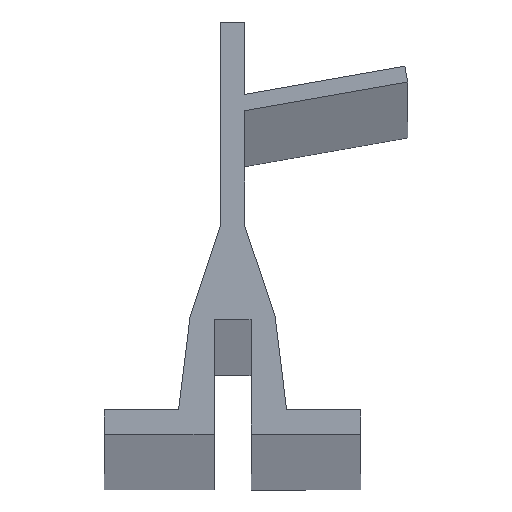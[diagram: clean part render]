
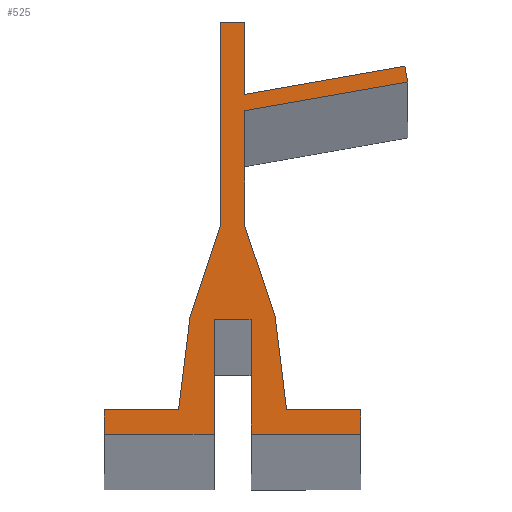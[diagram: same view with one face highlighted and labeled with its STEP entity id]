
A CAD part, top view. The second image highlights one B-rep face of the part: STEP entity #525.
In plain terms, the highlighted planar face has unit normal (0, 0, 1).
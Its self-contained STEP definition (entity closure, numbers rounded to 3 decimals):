
#6 = ORIENTED_EDGE ( 'NONE', *, *, #485, .T. ) ;
#8 = VECTOR ( 'NONE', #128, 1000. ) ;
#12 = LINE ( 'NONE', #136, #8 ) ;
#15 = ORIENTED_EDGE ( 'NONE', *, *, #167, .T. ) ;
#16 = VECTOR ( 'NONE', #258, 1000. ) ;
#18 = LINE ( 'NONE', #634, #91 ) ;
#27 = VECTOR ( 'NONE', #254, 1000. ) ;
#29 = LINE ( 'NONE', #193, #27 ) ;
#43 = VECTOR ( 'NONE', #324, 1000. ) ;
#44 = ORIENTED_EDGE ( 'NONE', *, *, #551, .T. ) ;
#50 = LINE ( 'NONE', #214, #16 ) ;
#55 = LINE ( 'NONE', #660, #477 ) ;
#57 = VERTEX_POINT ( 'NONE', #582 ) ;
#64 = CARTESIAN_POINT ( 'NONE',  ( 1.15, 0., 1000. ) ) ;
#73 = LINE ( 'NONE', #433, #90 ) ;
#75 = VECTOR ( 'NONE', #455, 1000. ) ;
#78 = LINE ( 'NONE', #440, #75 ) ;
#81 = DIRECTION ( 'NONE',  ( -1., 0., 0. ) ) ;
#84 = DIRECTION ( 'NONE',  ( -1., 0., 0. ) ) ;
#86 = CARTESIAN_POINT ( 'NONE',  ( 3.368, 1.5, 1000. ) ) ;
#87 = LINE ( 'NONE', #367, #43 ) ;
#88 = LINE ( 'NONE', #165, #215 ) ;
#90 = VECTOR ( 'NONE', #395, 1000. ) ;
#91 = VECTOR ( 'NONE', #601, 1000. ) ;
#96 = CARTESIAN_POINT ( 'NONE',  ( -0.75, 25.7, 1000. ) ) ;
#99 = VERTEX_POINT ( 'NONE', #532 ) ;
#113 = CARTESIAN_POINT ( 'NONE',  ( 1.15, 7.139, 1000. ) ) ;
#116 = VERTEX_POINT ( 'NONE', #457 ) ;
#118 = EDGE_CURVE ( 'NONE', #491, #465, #73, .T. ) ;
#128 = DIRECTION ( 'NONE',  ( -0.174, 0.985, 0. ) ) ;
#131 = ORIENTED_EDGE ( 'NONE', *, *, #635, .T. ) ;
#136 = CARTESIAN_POINT ( 'NONE',  ( 10.746, 22.943, 1000. ) ) ;
#137 = DIRECTION ( 'NONE',  ( 0., 1., 0. ) ) ;
#140 = ORIENTED_EDGE ( 'NONE', *, *, #541, .T. ) ;
#145 = CARTESIAN_POINT ( 'NONE',  ( 8., 0., 1000. ) ) ;
#150 = VERTEX_POINT ( 'NONE', #378 ) ;
#154 = VERTEX_POINT ( 'NONE', #388 ) ;
#155 = EDGE_CURVE ( 'NONE', #297, #686, #78, .T. ) ;
#161 = DIRECTION ( 'NONE',  ( 1., 0., 0. ) ) ;
#165 = CARTESIAN_POINT ( 'NONE',  ( 8., 0., 1000. ) ) ;
#167 = EDGE_CURVE ( 'NONE', #583, #403, #87, .T. ) ;
#177 = VERTEX_POINT ( 'NONE', #314 ) ;
#188 = DIRECTION ( 'NONE',  ( 0., -1., 0. ) ) ;
#191 = CARTESIAN_POINT ( 'NONE',  ( 1.15, 0., 1000. ) ) ;
#193 = CARTESIAN_POINT ( 'NONE',  ( 0.75, 21.18, 1000. ) ) ;
#194 = EDGE_CURVE ( 'NONE', #116, #398, #29, .T. ) ;
#195 = CARTESIAN_POINT ( 'NONE',  ( -8., 1.5, 1000. ) ) ;
#198 = ORIENTED_EDGE ( 'NONE', *, *, #706, .T. ) ;
#205 = EDGE_CURVE ( 'NONE', #398, #375, #50, .T. ) ;
#206 = ORIENTED_EDGE ( 'NONE', *, *, #205, .T. ) ;
#214 = CARTESIAN_POINT ( 'NONE',  ( 0.75, 21.18, 1000. ) ) ;
#215 = VECTOR ( 'NONE', #161, 1000. ) ;
#223 = ORIENTED_EDGE ( 'NONE', *, *, #499, .T. ) ;
#233 = ORIENTED_EDGE ( 'NONE', *, *, #240, .T. ) ;
#234 = VECTOR ( 'NONE', #653, 1000. ) ;
#240 = EDGE_CURVE ( 'NONE', #403, #116, #12, .T. ) ;
#254 = DIRECTION ( 'NONE',  ( -0.985, -0.174, 0. ) ) ;
#258 = DIRECTION ( 'NONE',  ( 0., 1., 0. ) ) ;
#285 = EDGE_LOOP ( 'NONE', ( #410, #305, #520, #421, #223, #442, #6, #44, #391, #385, #131, #341, #198, #140, #308, #526, #15, #233, #452, #206 ) ) ;
#288 = VERTEX_POINT ( 'NONE', #64 ) ;
#296 = CARTESIAN_POINT ( 'NONE',  ( 0.75, 20.165, 1000. ) ) ;
#297 = VERTEX_POINT ( 'NONE', #722 ) ;
#302 = VERTEX_POINT ( 'NONE', #720 ) ;
#305 = ORIENTED_EDGE ( 'NONE', *, *, #544, .T. ) ;
#308 = ORIENTED_EDGE ( 'NONE', *, *, #118, .T. ) ;
#310 = VERTEX_POINT ( 'NONE', #718 ) ;
#311 = AXIS2_PLACEMENT_3D ( 'NONE', #501, #492, #490 ) ;
#314 = CARTESIAN_POINT ( 'NONE',  ( -0.75, 13.029, 1000. ) ) ;
#324 = DIRECTION ( 'NONE',  ( 0.985, 0.174, 0. ) ) ;
#341 = ORIENTED_EDGE ( 'NONE', *, *, #657, .T. ) ;
#367 = CARTESIAN_POINT ( 'NONE',  ( 0.75, 20.165, 1000. ) ) ;
#373 = VECTOR ( 'NONE', #81, 1000. ) ;
#375 = VERTEX_POINT ( 'NONE', #717 ) ;
#378 = CARTESIAN_POINT ( 'NONE',  ( -0.75, 25.7, 1000. ) ) ;
#384 = DIRECTION ( 'NONE',  ( 0., 1., 0. ) ) ;
#385 = ORIENTED_EDGE ( 'NONE', *, *, #609, .T. ) ;
#387 = CARTESIAN_POINT ( 'NONE',  ( -1.15, 0., 1000. ) ) ;
#388 = CARTESIAN_POINT ( 'NONE',  ( 3.368, 1.5, 1000. ) ) ;
#390 = LINE ( 'NONE', #661, #234 ) ;
#391 = ORIENTED_EDGE ( 'NONE', *, *, #155, .T. ) ;
#395 = DIRECTION ( 'NONE',  ( -0.317, 0.948, 0. ) ) ;
#398 = VERTEX_POINT ( 'NONE', #700 ) ;
#403 = VERTEX_POINT ( 'NONE', #696 ) ;
#409 = DIRECTION ( 'NONE',  ( 0., -1., 0. ) ) ;
#410 = ORIENTED_EDGE ( 'NONE', *, *, #713, .T. ) ;
#414 = CARTESIAN_POINT ( 'NONE',  ( -0.75, 13.029, 1000. ) ) ;
#417 = LINE ( 'NONE', #387, #654 ) ;
#421 = ORIENTED_EDGE ( 'NONE', *, *, #507, .T. ) ;
#426 = CARTESIAN_POINT ( 'NONE',  ( 3.368, 1.5, 1000. ) ) ;
#427 = VECTOR ( 'NONE', #84, 1000. ) ;
#433 = CARTESIAN_POINT ( 'NONE',  ( 2.65, 7.35, 1000. ) ) ;
#434 = CARTESIAN_POINT ( 'NONE',  ( -2.65, 7.35, 1000. ) ) ;
#435 = DIRECTION ( 'NONE',  ( -0.122, 0.993, 0. ) ) ;
#440 = CARTESIAN_POINT ( 'NONE',  ( -1.15, 7.139, 1000. ) ) ;
#442 = ORIENTED_EDGE ( 'NONE', *, *, #478, .T. ) ;
#452 = ORIENTED_EDGE ( 'NONE', *, *, #194, .T. ) ;
#455 = DIRECTION ( 'NONE',  ( 1., 0., 0. ) ) ;
#457 = CARTESIAN_POINT ( 'NONE',  ( 10.746, 22.943, 1000. ) ) ;
#465 = VERTEX_POINT ( 'NONE', #669 ) ;
#475 = EDGE_CURVE ( 'NONE', #465, #583, #390, .T. ) ;
#477 = VECTOR ( 'NONE', #650, 1000. ) ;
#478 = EDGE_CURVE ( 'NONE', #615, #511, #55, .T. ) ;
#485 = EDGE_CURVE ( 'NONE', #511, #99, #18, .T. ) ;
#488 = CARTESIAN_POINT ( 'NONE',  ( -2.65, 7.35, 1000. ) ) ;
#490 = DIRECTION ( 'NONE',  ( 1., 0., 0. ) ) ;
#491 = VERTEX_POINT ( 'NONE', #591 ) ;
#492 = DIRECTION ( 'NONE',  ( 0., 0., 1. ) ) ;
#499 = EDGE_CURVE ( 'NONE', #310, #615, #725, .T. ) ;
#501 = CARTESIAN_POINT ( 'NONE',  ( 0.75, 25.7, 1000. ) ) ;
#505 = DIRECTION ( 'NONE',  ( -0.317, -0.948, 0. ) ) ;
#507 = EDGE_CURVE ( 'NONE', #539, #310, #711, .T. ) ;
#511 = VERTEX_POINT ( 'NONE', #522 ) ;
#515 = DIRECTION ( 'NONE',  ( -0.122, -0.993, 0. ) ) ;
#518 = VECTOR ( 'NONE', #137, 1000. ) ;
#519 = CARTESIAN_POINT ( 'NONE',  ( -3.368, 1.5, 1000. ) ) ;
#520 = ORIENTED_EDGE ( 'NONE', *, *, #528, .T. ) ;
#522 = CARTESIAN_POINT ( 'NONE',  ( -8., 0., 1000. ) ) ;
#525 = ADVANCED_FACE ( 'NONE', ( #714 ), #545, .T. ) ;
#526 = ORIENTED_EDGE ( 'NONE', *, *, #475, .T. ) ;
#528 = EDGE_CURVE ( 'NONE', #177, #539, #698, .T. ) ;
#532 = CARTESIAN_POINT ( 'NONE',  ( -1.15, 0., 1000. ) ) ;
#539 = VERTEX_POINT ( 'NONE', #434 ) ;
#541 = EDGE_CURVE ( 'NONE', #154, #491, #672, .T. ) ;
#544 = EDGE_CURVE ( 'NONE', #150, #177, #673, .T. ) ;
#545 = PLANE ( 'NONE',  #311 ) ;
#547 = LINE ( 'NONE', #86, #427 ) ;
#551 = EDGE_CURVE ( 'NONE', #99, #297, #417, .T. ) ;
#564 = DIRECTION ( 'NONE',  ( -1., 0., 0. ) ) ;
#574 = CARTESIAN_POINT ( 'NONE',  ( -8., 1.5, 1000. ) ) ;
#582 = CARTESIAN_POINT ( 'NONE',  ( 8., 0., 1000. ) ) ;
#583 = VERTEX_POINT ( 'NONE', #296 ) ;
#591 = CARTESIAN_POINT ( 'NONE',  ( 2.65, 7.35, 1000. ) ) ;
#596 = LINE ( 'NONE', #96, #373 ) ;
#601 = DIRECTION ( 'NONE',  ( 1., 0., 0. ) ) ;
#609 = EDGE_CURVE ( 'NONE', #686, #288, #610, .T. ) ;
#610 = LINE ( 'NONE', #191, #617 ) ;
#611 = LINE ( 'NONE', #145, #518 ) ;
#615 = VERTEX_POINT ( 'NONE', #195 ) ;
#617 = VECTOR ( 'NONE', #188, 1000. ) ;
#634 = CARTESIAN_POINT ( 'NONE',  ( -8., 0., 1000. ) ) ;
#635 = EDGE_CURVE ( 'NONE', #288, #57, #88, .T. ) ;
#639 = VECTOR ( 'NONE', #409, 1000. ) ;
#650 = DIRECTION ( 'NONE',  ( 0., -1., 0. ) ) ;
#653 = DIRECTION ( 'NONE',  ( 0., 1., 0. ) ) ;
#654 = VECTOR ( 'NONE', #384, 1000. ) ;
#657 = EDGE_CURVE ( 'NONE', #57, #302, #611, .T. ) ;
#660 = CARTESIAN_POINT ( 'NONE',  ( -8., 0., 1000. ) ) ;
#661 = CARTESIAN_POINT ( 'NONE',  ( 0.75, 13.029, 1000. ) ) ;
#669 = CARTESIAN_POINT ( 'NONE',  ( 0.75, 13.029, 1000. ) ) ;
#671 = VECTOR ( 'NONE', #435, 1000. ) ;
#672 = LINE ( 'NONE', #426, #671 ) ;
#673 = LINE ( 'NONE', #414, #639 ) ;
#686 = VERTEX_POINT ( 'NONE', #113 ) ;
#696 = CARTESIAN_POINT ( 'NONE',  ( 10.92, 21.958, 1000. ) ) ;
#698 = LINE ( 'NONE', #488, #699 ) ;
#699 = VECTOR ( 'NONE', #505, 1000. ) ;
#700 = CARTESIAN_POINT ( 'NONE',  ( 0.75, 21.18, 1000. ) ) ;
#706 = EDGE_CURVE ( 'NONE', #302, #154, #547, .T. ) ;
#711 = LINE ( 'NONE', #519, #723 ) ;
#713 = EDGE_CURVE ( 'NONE', #375, #150, #596, .T. ) ;
#714 = FACE_OUTER_BOUND ( 'NONE', #285, .T. ) ;
#717 = CARTESIAN_POINT ( 'NONE',  ( 0.75, 25.7, 1000. ) ) ;
#718 = CARTESIAN_POINT ( 'NONE',  ( -3.368, 1.5, 1000. ) ) ;
#720 = CARTESIAN_POINT ( 'NONE',  ( 8., 1.5, 1000. ) ) ;
#722 = CARTESIAN_POINT ( 'NONE',  ( -1.15, 7.139, 1000. ) ) ;
#723 = VECTOR ( 'NONE', #515, 1000. ) ;
#725 = LINE ( 'NONE', #574, #729 ) ;
#729 = VECTOR ( 'NONE', #564, 1000. ) ;
